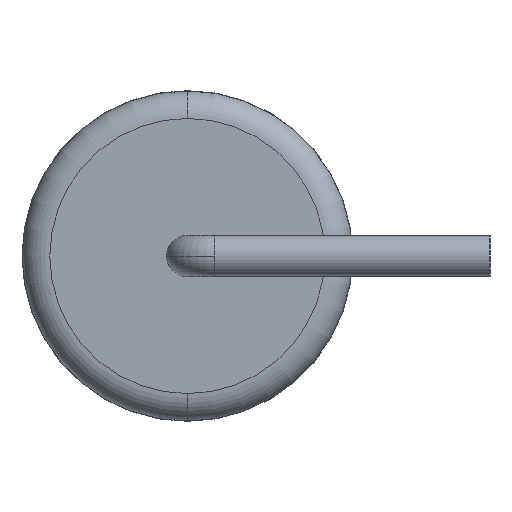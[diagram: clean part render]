
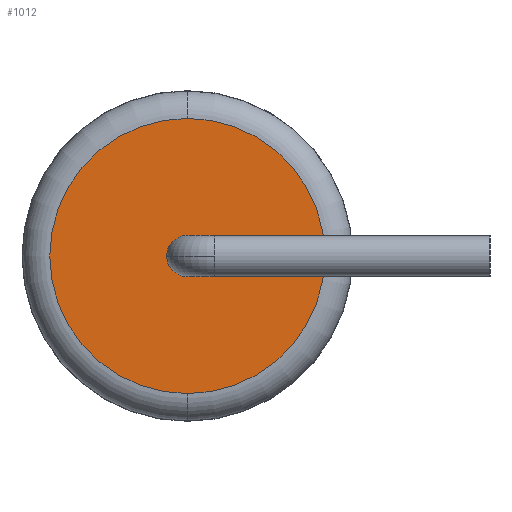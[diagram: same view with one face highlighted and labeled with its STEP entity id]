
A CAD part, left-side view. The second image highlights one B-rep face of the part: STEP entity #1012.
In plain terms, the highlighted planar face has unit normal (-1, 0, 0).
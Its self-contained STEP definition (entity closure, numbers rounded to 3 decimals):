
#33 = DIRECTION ( 'NONE',  ( 0., 0., -1. ) ) ;
#37 = CARTESIAN_POINT ( 'NONE',  ( -8.5, 3.5, 0. ) ) ;
#44 = VERTEX_POINT ( 'NONE', #424 ) ;
#48 = CARTESIAN_POINT ( 'NONE',  ( -8.5, 3.5, 0. ) ) ;
#74 = ORIENTED_EDGE ( 'NONE', *, *, #407, .T. ) ;
#79 = AXIS2_PLACEMENT_3D ( 'NONE', #37, #494, #33 ) ;
#145 = CARTESIAN_POINT ( 'NONE',  ( -8.5, 3.5, 0.375 ) ) ;
#174 = ORIENTED_EDGE ( 'NONE', *, *, #1030, .F. ) ;
#222 = AXIS2_PLACEMENT_3D ( 'NONE', #48, #402, #971 ) ;
#261 = EDGE_CURVE ( 'NONE', #326, #44, #394, .T. ) ;
#302 = EDGE_CURVE ( 'NONE', #671, #481, #379, .T. ) ;
#303 = DIRECTION ( 'NONE',  ( -1., 0., 0. ) ) ;
#304 = CIRCLE ( 'NONE', #79, 0.375 ) ;
#326 = VERTEX_POINT ( 'NONE', #561 ) ;
#350 = AXIS2_PLACEMENT_3D ( 'NONE', #967, #487, #870 ) ;
#374 = AXIS2_PLACEMENT_3D ( 'NONE', #931, #303, #861 ) ;
#379 = CIRCLE ( 'NONE', #374, 0.375 ) ;
#394 = CIRCLE ( 'NONE', #1101, 2.5 ) ;
#402 = DIRECTION ( 'NONE',  ( 1., 0., 0. ) ) ;
#407 = EDGE_CURVE ( 'NONE', #44, #326, #637, .T. ) ;
#424 = CARTESIAN_POINT ( 'NONE',  ( -8.5, 3.5, 2.5 ) ) ;
#431 = CARTESIAN_POINT ( 'NONE',  ( -8.5, 3.5, -0.375 ) ) ;
#481 = VERTEX_POINT ( 'NONE', #145 ) ;
#487 = DIRECTION ( 'NONE',  ( -1., 0., 0. ) ) ;
#494 = DIRECTION ( 'NONE',  ( -1., 0., 0. ) ) ;
#544 = CARTESIAN_POINT ( 'NONE',  ( -8.5, 3.5, 0. ) ) ;
#561 = CARTESIAN_POINT ( 'NONE',  ( -8.5, 3.5, -2.5 ) ) ;
#563 = DIRECTION ( 'NONE',  ( 0., 0., 1. ) ) ;
#587 = ORIENTED_EDGE ( 'NONE', *, *, #302, .F. ) ;
#637 = CIRCLE ( 'NONE', #350, 2.5 ) ;
#644 = ORIENTED_EDGE ( 'NONE', *, *, #261, .T. ) ;
#671 = VERTEX_POINT ( 'NONE', #431 ) ;
#815 = FACE_BOUND ( 'NONE', #1198, .T. ) ;
#843 = DIRECTION ( 'NONE',  ( -1., 0., 0. ) ) ;
#861 = DIRECTION ( 'NONE',  ( 0., 0., -1. ) ) ;
#869 = PLANE ( 'NONE',  #222 ) ;
#870 = DIRECTION ( 'NONE',  ( 0., 0., 1. ) ) ;
#931 = CARTESIAN_POINT ( 'NONE',  ( -8.5, 3.5, 0. ) ) ;
#947 = FACE_OUTER_BOUND ( 'NONE', #1013, .T. ) ;
#967 = CARTESIAN_POINT ( 'NONE',  ( -8.5, 3.5, 0. ) ) ;
#971 = DIRECTION ( 'NONE',  ( 0., 0., -1. ) ) ;
#1012 = ADVANCED_FACE ( 'NONE', ( #815, #947 ), #869, .F. ) ;
#1013 = EDGE_LOOP ( 'NONE', ( #74, #644 ) ) ;
#1030 = EDGE_CURVE ( 'NONE', #481, #671, #304, .T. ) ;
#1101 = AXIS2_PLACEMENT_3D ( 'NONE', #544, #843, #563 ) ;
#1198 = EDGE_LOOP ( 'NONE', ( #174, #587 ) ) ;
